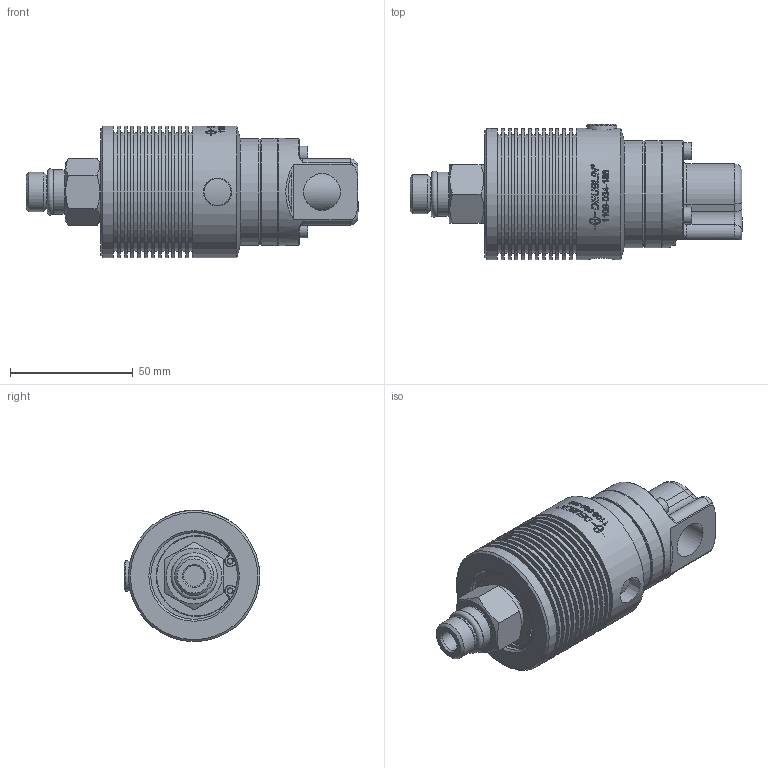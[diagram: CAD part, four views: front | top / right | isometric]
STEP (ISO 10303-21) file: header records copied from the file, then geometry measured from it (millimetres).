
FILE_DESCRIPTION(/* description */ (''),/* implementation_level */ '2;1');
FILE_NAME(/* name */ '1109-034-188-IC.stp',/* time_stamp */ '2020-05-21T10:46:14-05:00',/* author */ ('dyurkovich'),/* organization */ (''),/* preprocessor_version */ 'ST-DEVELOPER v18',/* originating_system */ 'Autodesk Inventor 2020',/* authorisation */ '');
FILE_SCHEMA (('AUTOMOTIVE_DESIGN { 1 0 10303 214 3 1 1 }'));
Products named in the file (1): 1109-034-188-IC
Bounding box: 135.18 x 55.15 x 53.45 mm (x, y, z)
Volume: 174768.6 mm3; surface area: 35594.1 mm2
Topology: 2 solids, 5 shells, 537 faces, 1367 edges, 917 vertices
Faces by surface type: bspline 188, plane 183, cylinder 112, torus 36, cone 18
Full cylindrical faces by diameter (mm): 2 x2, 4.166 x3, 4.7 x3, 6.86 x3, 7.2 x3, 8.5 x1, 13.5 x1, 14.95 x1, 15.968 x1, 17.993 x1, 18.16 x1, 18.72 x1, 21.4 x1, 35.27 x1, 37.25 x1, 43.6 x3, 48.3 x12, 53.45 x13
Entity records: 62870 total; most frequent: CARTESIAN_POINT 50212, ORIENTED_EDGE 2728, DIRECTION 2244, EDGE_CURVE 1364, VERTEX_POINT 917, AXIS2_PLACEMENT_3D 868, EDGE_LOOP 627, FACE_OUTER_BOUND 537
